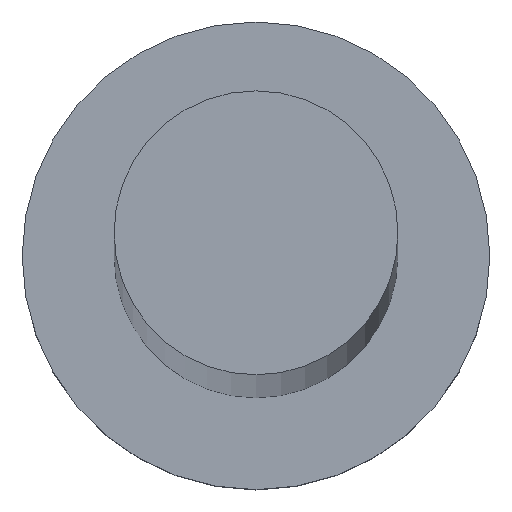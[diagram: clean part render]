
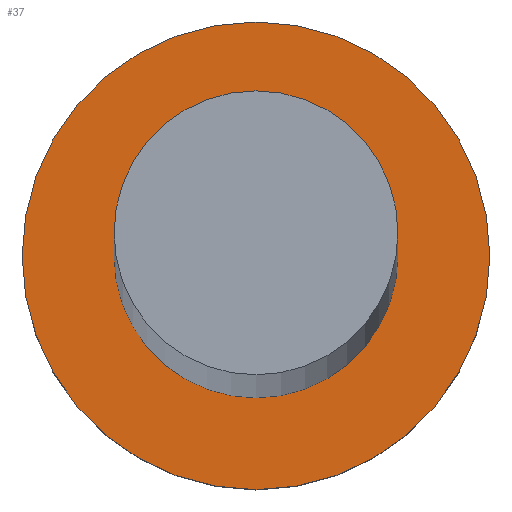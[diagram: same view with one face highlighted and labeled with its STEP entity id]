
A CAD part, top view. The second image highlights one B-rep face of the part: STEP entity #37.
In plain terms, the highlighted planar face has unit normal (0, 0, 1).
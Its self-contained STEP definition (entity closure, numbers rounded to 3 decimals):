
#23 = PLANE ( 'NONE',  #190 ) ;
#25 = EDGE_CURVE ( 'NONE', #248, #167, #124, .T. ) ;
#27 = AXIS2_PLACEMENT_3D ( 'NONE', #228, #246, #59 ) ;
#35 = VERTEX_POINT ( 'NONE', #206 ) ;
#37 = ADVANCED_FACE ( 'NONE', ( #57, #60 ), #23, .T. ) ;
#39 = EDGE_LOOP ( 'NONE', ( #135, #219 ) ) ;
#41 = DIRECTION ( 'NONE',  ( 1., 0., 0. ) ) ;
#42 = DIRECTION ( 'NONE',  ( 0., 0., 1. ) ) ;
#43 = CARTESIAN_POINT ( 'NONE',  ( 0., 0., 5. ) ) ;
#46 = CIRCLE ( 'NONE', #160, 7. ) ;
#56 = EDGE_LOOP ( 'NONE', ( #244, #130 ) ) ;
#57 = FACE_BOUND ( 'NONE', #56, .T. ) ;
#59 = DIRECTION ( 'NONE',  ( 1., 0., 0. ) ) ;
#60 = FACE_OUTER_BOUND ( 'NONE', #39, .T. ) ;
#62 = CARTESIAN_POINT ( 'NONE',  ( 0., 0., 5. ) ) ;
#85 = DIRECTION ( 'NONE',  ( 0., 0., 1. ) ) ;
#122 = DIRECTION ( 'NONE',  ( 1., 0., 0. ) ) ;
#124 = CIRCLE ( 'NONE', #27, 4.25 ) ;
#125 = DIRECTION ( 'NONE',  ( 0., 0., 1. ) ) ;
#130 = ORIENTED_EDGE ( 'NONE', *, *, #25, .F. ) ;
#135 = ORIENTED_EDGE ( 'NONE', *, *, #153, .T. ) ;
#153 = EDGE_CURVE ( 'NONE', #223, #35, #171, .T. ) ;
#160 = AXIS2_PLACEMENT_3D ( 'NONE', #210, #125, #192 ) ;
#163 = DIRECTION ( 'NONE',  ( 1., 0., 0. ) ) ;
#167 = VERTEX_POINT ( 'NONE', #170 ) ;
#170 = CARTESIAN_POINT ( 'NONE',  ( -4.25, 0., 5. ) ) ;
#171 = CIRCLE ( 'NONE', #211, 7. ) ;
#174 = CARTESIAN_POINT ( 'NONE',  ( -7., 0., 5. ) ) ;
#183 = EDGE_CURVE ( 'NONE', #35, #223, #46, .T. ) ;
#190 = AXIS2_PLACEMENT_3D ( 'NONE', #62, #42, #41 ) ;
#191 = AXIS2_PLACEMENT_3D ( 'NONE', #196, #85, #122 ) ;
#192 = DIRECTION ( 'NONE',  ( 1., 0., 0. ) ) ;
#196 = CARTESIAN_POINT ( 'NONE',  ( 0., 0., 5. ) ) ;
#199 = CIRCLE ( 'NONE', #191, 4.25 ) ;
#203 = EDGE_CURVE ( 'NONE', #167, #248, #199, .T. ) ;
#204 = DIRECTION ( 'NONE',  ( 0., 0., 1. ) ) ;
#206 = CARTESIAN_POINT ( 'NONE',  ( 7., 0., 5. ) ) ;
#210 = CARTESIAN_POINT ( 'NONE',  ( 0., 0., 5. ) ) ;
#211 = AXIS2_PLACEMENT_3D ( 'NONE', #43, #204, #163 ) ;
#215 = CARTESIAN_POINT ( 'NONE',  ( 4.25, 0., 5. ) ) ;
#219 = ORIENTED_EDGE ( 'NONE', *, *, #183, .T. ) ;
#223 = VERTEX_POINT ( 'NONE', #174 ) ;
#228 = CARTESIAN_POINT ( 'NONE',  ( 0., 0., 5. ) ) ;
#244 = ORIENTED_EDGE ( 'NONE', *, *, #203, .F. ) ;
#246 = DIRECTION ( 'NONE',  ( 0., 0., 1. ) ) ;
#248 = VERTEX_POINT ( 'NONE', #215 ) ;
